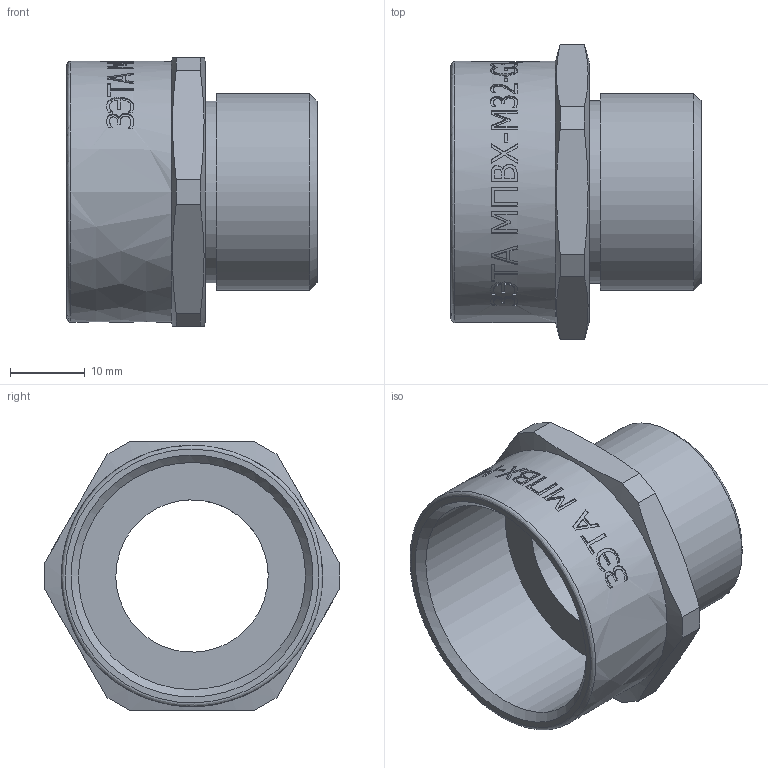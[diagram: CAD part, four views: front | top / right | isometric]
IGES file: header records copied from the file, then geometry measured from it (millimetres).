
Global section: file name: 19 MPVX-M32-G3_4; native system: Autodesk Inventor 2015; preprocessor: unknown; author: Борисов Е.В.,,11,0,; ; date: 20161001.125600; units: millimetre
Bounding box: 33.5 x 39.57 x 36 mm (x, y, z)
Volume: 9043.9 mm3; surface area: 7522.7 mm2
Topology: 1 solids, 1 shells, 298 faces, 828 edges, 556 vertices
Faces by surface type: bspline 298
